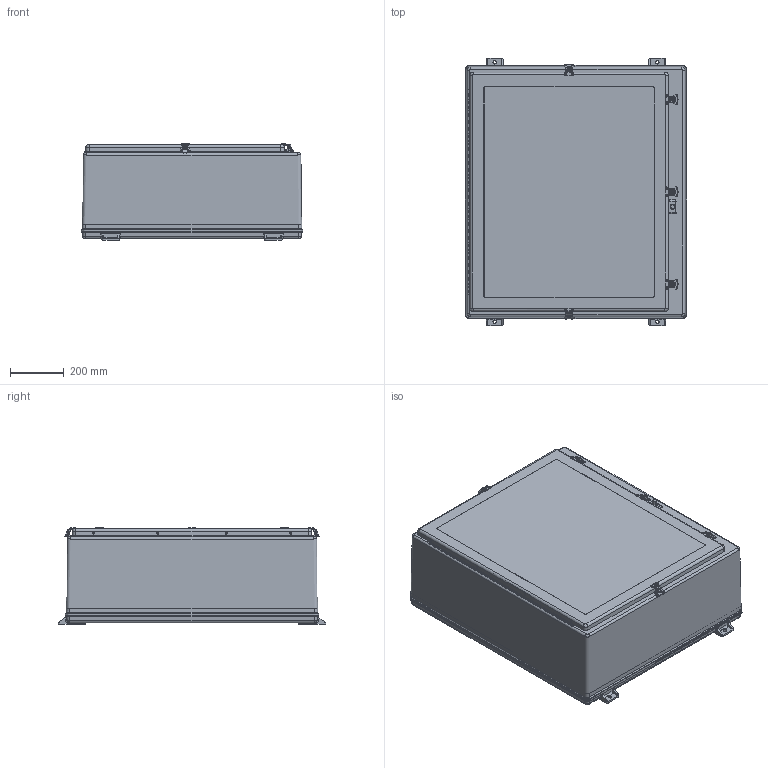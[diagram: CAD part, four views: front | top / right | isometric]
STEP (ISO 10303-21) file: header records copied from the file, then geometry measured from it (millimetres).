
FILE_DESCRIPTION(/* description */ (''),/* implementation_level */ '2;1');
FILE_NAME(/* name */ 'HW-N4X363012CHW.stp',/* time_stamp */ '2014-04-01T14:17:23-05:00',/* author */ ('jtigges'),/* organization */ (''),/* preprocessor_version */ 'ST-DEVELOPER v15.2',/* originating_system */ 'Autodesk Inventor 2014',/* authorisation */ '');
FILE_SCHEMA (('AUTOMOTIVE_DESIGN { 1 0 10303 214 3 1 1 }'));
Length unit declared in the file: inch
Products named in the file (29): WPN3630B; WPN363012SHWT; SS HINGE COVER (30); 0.13 RIVET PIN; SS HINGE PIN (30); SS HINGE BASE  (30); 30; WPCWN363012HWTPCVR; WINDOW_3630HWT; N363012G; WP3630HWU; LL150  LATCH KEEPER PAD; LL150 LATCH RIVET PIN; LL150 KEEPER PAD ASSEMBLY; LL150 LATCH CAM; LL150 LATCH WING; LL150 LATCH BASE; LL150 LATCH HINGE PIN; N SERIES LL150 LATCH; WT150 LATCH BASE; WT LL150 LATCH CAM; N SERIES WT LL150 LATCH; 0.375-16  INSERT OD-0.563; BP3630AL; HASP; HASP INSERT; HASP SCREW; HASP ASSEMBLY; NW363012HWT_STP
Bounding box: 825.5 x 998.54 x 360.99 mm (x, y, z)
Volume: 17670213.9 mm3; surface area: 6129035.6 mm2
Topology: 70 solids, 70 shells, 1939 faces, 4740 edges, 2926 vertices
Faces by surface type: cylinder 760, plane 747, torus 222, bspline 104, sphere 62, cone 44
Full cylindrical faces by diameter (mm): 1.587 x20, 1.651 x8, 3.175 x61, 3.302 x54, 3.429 x10, 3.5 x10, 3.556 x20, 3.969 x10, 4.762 x10, 5.08 x10, 5.105 x1, 5.11 x1, 6.35 x1, 7.544 x8, 7.798 x6, 8.64 x2, 10.312 x1, 11 x2, 12.7 x2, 12.959 x2, 14.3 x10
Entity records: 37447 total; most frequent: CARTESIAN_POINT 10275, DIRECTION 5730, ORIENTED_EDGE 5202, EDGE_CURVE 2601, AXIS2_PLACEMENT_3D 2144, VERTEX_POINT 1744, EDGE_LOOP 1499, LINE 1442
